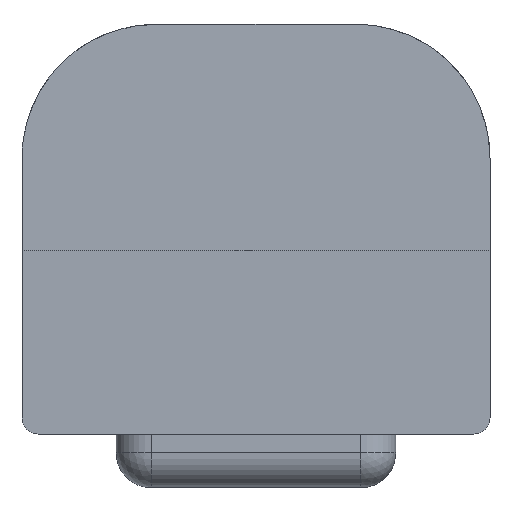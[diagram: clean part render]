
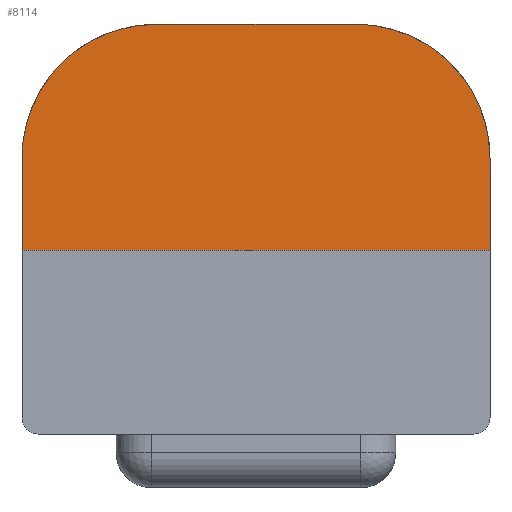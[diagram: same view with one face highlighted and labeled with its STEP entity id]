
A CAD part, front view. The second image highlights one B-rep face of the part: STEP entity #8114.
In plain terms, the highlighted planar face has unit normal (0, -1, 0.009).
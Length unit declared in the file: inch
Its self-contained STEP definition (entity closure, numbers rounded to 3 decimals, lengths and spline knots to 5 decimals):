
#83=DIRECTION('',(0.,-0.009,-1.));
#84=VECTOR('',#83,0.17201);
#85=CARTESIAN_POINT('',(-0.437,0.0015,0.515));
#86=LINE('',#85,#84);
#133=DIRECTION('',(1.,0.,0.));
#134=VECTOR('',#133,0.874);
#135=CARTESIAN_POINT('',(-0.437,0.,0.343));
#136=LINE('',#135,#134);
#183=DIRECTION('',(0.,-0.009,-1.));
#184=VECTOR('',#183,0.17201);
#185=CARTESIAN_POINT('',(0.437,0.0015,0.515));
#186=LINE('',#185,#184);
#212=DIRECTION('',(1.,0.,0.));
#213=VECTOR('',#212,0.374);
#214=CARTESIAN_POINT('',(-0.187,0.00368,0.765));
#215=LINE('',#214,#213);
#226=CARTESIAN_POINT('',(0.437,0.0015,0.515));
#227=CARTESIAN_POINT('',(0.437,0.00168,0.53583));
#228=CARTESIAN_POINT('',(0.43208,0.002,
0.57257));
#229=CARTESIAN_POINT('',(0.41058,0.00254,
0.63441));
#230=CARTESIAN_POINT('',(0.3673,0.00307,
0.6953));
#231=CARTESIAN_POINT('',(0.30641,0.00345,
0.73858));
#232=CARTESIAN_POINT('',(0.24458,0.00364,
0.76008));
#233=CARTESIAN_POINT('',(0.20783,0.00368,0.765));
#234=CARTESIAN_POINT('',(0.187,0.00368,0.765));
#293=CARTESIAN_POINT('',(-0.187,0.00368,0.765));
#294=CARTESIAN_POINT('',(-0.20783,0.00368,0.765));
#295=CARTESIAN_POINT('',(-0.24458,0.00364,
0.76008));
#296=CARTESIAN_POINT('',(-0.30641,0.00345,
0.73858));
#297=CARTESIAN_POINT('',(-0.3673,0.00307,
0.6953));
#298=CARTESIAN_POINT('',(-0.41058,0.00254,
0.63441));
#299=CARTESIAN_POINT('',(-0.43208,0.002,
0.57257));
#300=CARTESIAN_POINT('',(-0.437,0.00168,0.53583));
#301=CARTESIAN_POINT('',(-0.437,0.0015,0.515));
#6855=CARTESIAN_POINT('',(-0.437,0.,0.343));
#6856=CARTESIAN_POINT('',(0.437,0.,0.343));
#6857=VERTEX_POINT('',#6855);
#6858=VERTEX_POINT('',#6856);
#6860=CARTESIAN_POINT('',(0.437,0.0015,0.515));
#6862=VERTEX_POINT('',#6860);
#6863=VERTEX_POINT('',#234);
#6866=CARTESIAN_POINT('',(-0.437,0.0015,0.515));
#6868=VERTEX_POINT('',#6866);
#6871=CARTESIAN_POINT('',(-0.187,0.00368,0.765));
#6872=VERTEX_POINT('',#6871);
#8098=CARTESIAN_POINT('',(-0.437,0.00368,0.765));
#8099=DIRECTION('',(0.,-1.,0.009));
#8100=DIRECTION('',(0.,-0.009,-1.));
#8101=AXIS2_PLACEMENT_3D('',#8098,#8099,#8100);
#8102=PLANE('',#8101);
#8104=ORIENTED_EDGE('',*,*,#8103,.F.);
#8105=ORIENTED_EDGE('',*,*,#8085,.T.);
#8106=ORIENTED_EDGE('',*,*,#8056,.F.);
#8107=ORIENTED_EDGE('',*,*,#8023,.F.);
#8109=ORIENTED_EDGE('',*,*,#8108,.F.);
#8111=ORIENTED_EDGE('',*,*,#8110,.T.);
#8112=EDGE_LOOP('',(#8104,#8105,#8106,#8107,#8109,#8111));
#8113=FACE_OUTER_BOUND('',#8112,.F.);
#8114=ADVANCED_FACE('',(#8113),#8102,.T.);
#235=B_SPLINE_CURVE_WITH_KNOTS('',3,(#226,#227,#228,#229,#230,#231,#232,#233,
#234),.UNSPECIFIED.,.F.,.F.,(4,1,1,1,1,1,4),(0.,0.125,0.25,0.5,0.75,
0.875,1.),.UNSPECIFIED.);
#302=B_SPLINE_CURVE_WITH_KNOTS('',3,(#293,#294,#295,#296,#297,#298,#299,#300,
#301),.UNSPECIFIED.,.F.,.F.,(4,1,1,1,1,1,4),(0.,0.125,0.25,0.5,0.75,
0.875,1.),.UNSPECIFIED.);
#8023=EDGE_CURVE('',#6868,#6857,#86,.T.);
#8056=EDGE_CURVE('',#6857,#6858,#136,.T.);
#8085=EDGE_CURVE('',#6862,#6858,#186,.T.);
#8103=EDGE_CURVE('',#6862,#6863,#235,.T.);
#8108=EDGE_CURVE('',#6872,#6868,#302,.T.);
#8110=EDGE_CURVE('',#6872,#6863,#215,.T.);
